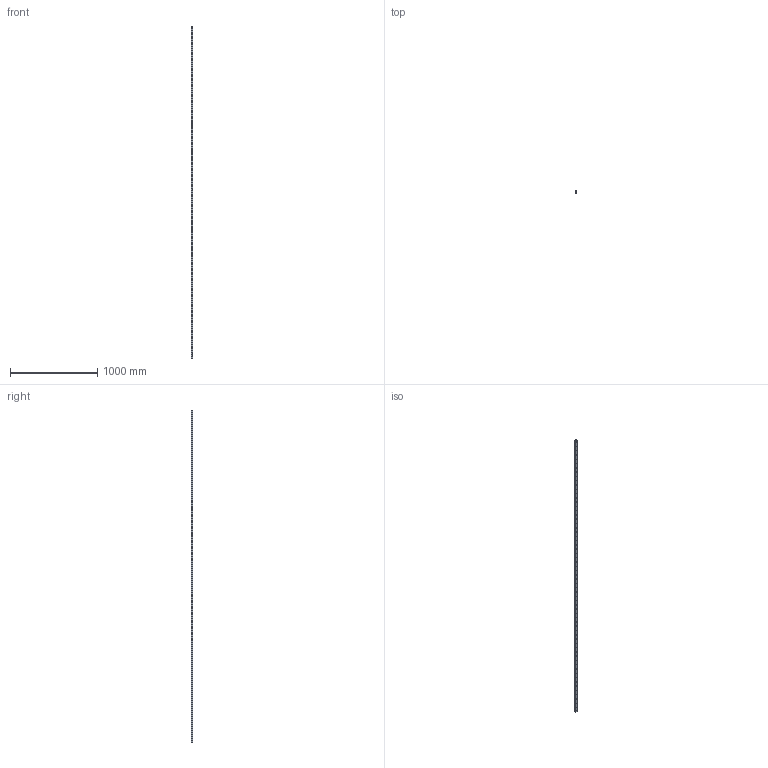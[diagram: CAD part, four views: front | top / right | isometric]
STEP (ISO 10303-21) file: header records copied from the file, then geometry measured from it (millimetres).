
FILE_DESCRIPTION (( 'STEP AP214' ), '1' );
FILE_NAME ('HGR20R LINEAR GUIDE RAIL, CONFIGURABLE, 3800 mm.STEP', '2019-03-07T08:57:04', ( '' ), ( '' ), 'SwSTEP 2.0', 'SolidWorks 2018', '' );
FILE_SCHEMA (( 'AUTOMOTIVE_DESIGN' ));
Length unit declared in the file: millimetre
Products named in the file (2): HGR20R LINEAR GUIDE RAIL, CONFIGURABLE, 3800 mm
Bounding box: 20 x 17.5 x 3800 mm (x, y, z)
Volume: 1082146.8 mm3; surface area: 314986.8 mm2
Topology: 1 solids, 1 shells, 364 faces, 894 edges, 596 vertices
Faces by surface type: cylinder 278, plane 86
Entity records: 11359 total; most frequent: DIRECTION 2182, CARTESIAN_POINT 1856, ORIENTED_EDGE 1788, AXIS2_PLACEMENT_3D 922, EDGE_CURVE 894, VERTEX_POINT 596, EDGE_LOOP 556, CIRCLE 556
